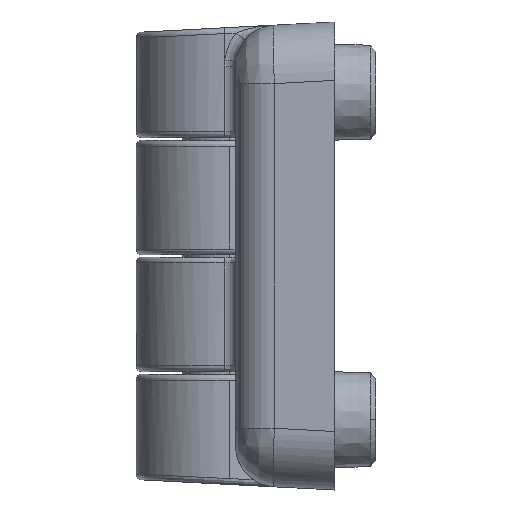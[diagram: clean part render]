
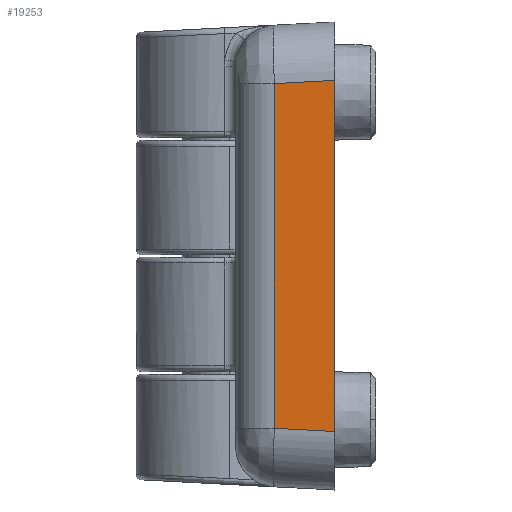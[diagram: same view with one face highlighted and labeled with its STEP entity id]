
A CAD part, left-side view. The second image highlights one B-rep face of the part: STEP entity #19253.
In plain terms, the highlighted planar face has unit normal (-0.999, 0.052, 0).
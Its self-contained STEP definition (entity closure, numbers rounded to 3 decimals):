
#905 = EDGE_CURVE ( 'NONE', #19366, #14325, #10701, .T. ) ;
#909 = ORIENTED_EDGE ( 'NONE', *, *, #22120, .T. ) ;
#1737 = CARTESIAN_POINT ( 'NONE',  ( -63.5, 0.534, -15.002 ) ) ;
#3920 = ORIENTED_EDGE ( 'NONE', *, *, #27954, .F. ) ;
#4204 = VECTOR ( 'NONE', #12658, 1000. ) ;
#6563 = CARTESIAN_POINT ( 'NONE',  ( -63.228, 5.717, -19.995 ) ) ;
#6971 = CARTESIAN_POINT ( 'NONE',  ( -63.5, 0.534, -19.995 ) ) ;
#8245 = VECTOR ( 'NONE', #24671, 1000. ) ;
#8982 = CARTESIAN_POINT ( 'NONE',  ( -63.5, 0.534, 15.012 ) ) ;
#9248 = DIRECTION ( 'NONE',  ( -0.052, -0.999, 0. ) ) ;
#9631 = CARTESIAN_POINT ( 'NONE',  ( -63.228, 5.717, -14.73 ) ) ;
#10518 = CARTESIAN_POINT ( 'NONE',  ( -63.425, 1.964, -14.927 ) ) ;
#10701 = LINE ( 'NONE', #6563, #15999 ) ;
#10911 = LINE ( 'NONE', #10518, #4204 ) ;
#11870 = AXIS2_PLACEMENT_3D ( 'NONE', #6971, #22699, #9248 ) ;
#12001 = ORIENTED_EDGE ( 'NONE', *, *, #905, .F. ) ;
#12127 = VERTEX_POINT ( 'NONE', #15468 ) ;
#12658 = DIRECTION ( 'NONE',  ( 0.052, 0.997, 0.052 ) ) ;
#12905 = CARTESIAN_POINT ( 'NONE',  ( -63.5, 0.534, -19.995 ) ) ;
#13739 = VECTOR ( 'NONE', #28585, 1000. ) ;
#14325 = VERTEX_POINT ( 'NONE', #27308 ) ;
#15468 = CARTESIAN_POINT ( 'NONE',  ( -63.5, 0.534, 15.012 ) ) ;
#15713 = ORIENTED_EDGE ( 'NONE', *, *, #16736, .T. ) ;
#15999 = VECTOR ( 'NONE', #22311, 1000. ) ;
#16736 = EDGE_CURVE ( 'NONE', #23778, #12127, #25654, .T. ) ;
#19253 = ADVANCED_FACE ( 'NONE', ( #23511 ), #24822, .T. ) ;
#19366 = VERTEX_POINT ( 'NONE', #9631 ) ;
#22120 = EDGE_CURVE ( 'NONE', #12127, #14325, #25449, .T. ) ;
#22311 = DIRECTION ( 'NONE',  ( 0., 0., 1. ) ) ;
#22699 = DIRECTION ( 'NONE',  ( -0.999, 0.052, 0. ) ) ;
#23511 = FACE_OUTER_BOUND ( 'NONE', #24275, .T. ) ;
#23778 = VERTEX_POINT ( 'NONE', #1737 ) ;
#24275 = EDGE_LOOP ( 'NONE', ( #3920, #15713, #909, #12001 ) ) ;
#24671 = DIRECTION ( 'NONE',  ( 0.052, 0.997, -0.052 ) ) ;
#24822 = PLANE ( 'NONE',  #11870 ) ;
#25449 = LINE ( 'NONE', #8982, #8245 ) ;
#25654 = LINE ( 'NONE', #12905, #13739 ) ;
#27308 = CARTESIAN_POINT ( 'NONE',  ( -63.228, 5.717, 14.74 ) ) ;
#27954 = EDGE_CURVE ( 'NONE', #23778, #19366, #10911, .T. ) ;
#28585 = DIRECTION ( 'NONE',  ( 0., 0., 1. ) ) ;
